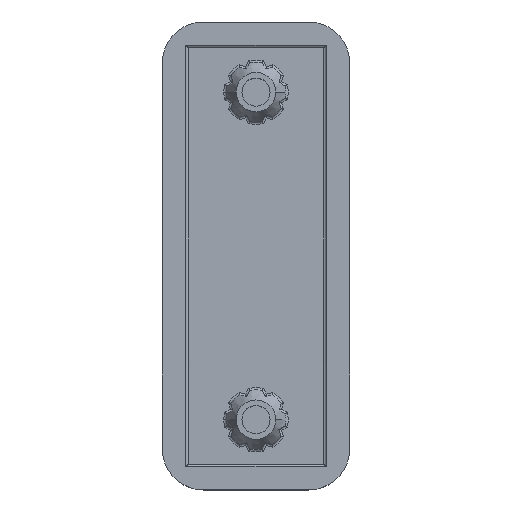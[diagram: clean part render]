
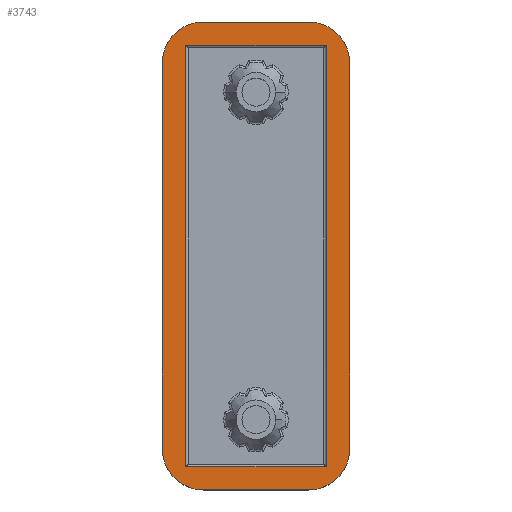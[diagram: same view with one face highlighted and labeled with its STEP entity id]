
A CAD part, top view. The second image highlights one B-rep face of the part: STEP entity #3743.
In plain terms, the highlighted planar face has unit normal (0, 0, 1).
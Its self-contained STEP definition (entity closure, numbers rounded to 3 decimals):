
#11 = VERTEX_POINT ( 'NONE', #3698 ) ;
#18 = VERTEX_POINT ( 'NONE', #2951 ) ;
#33 = CARTESIAN_POINT ( 'NONE',  ( 4.5, 20., 4. ) ) ;
#61 = DIRECTION ( 'NONE',  ( 0., -1., 0. ) ) ;
#72 = VERTEX_POINT ( 'NONE', #2646 ) ;
#80 = DIRECTION ( 'NONE',  ( -1., 0., 0. ) ) ;
#106 = VERTEX_POINT ( 'NONE', #2401 ) ;
#122 = EDGE_CURVE ( 'NONE', #741, #18, #781, .T. ) ;
#171 = LINE ( 'NONE', #352, #4130 ) ;
#190 = DIRECTION ( 'NONE',  ( 1., 0., 0. ) ) ;
#210 = CARTESIAN_POINT ( 'NONE',  ( 8., -16.5, 4. ) ) ;
#232 = CIRCLE ( 'NONE', #4046, 3.5 ) ;
#270 = CARTESIAN_POINT ( 'NONE',  ( -6., 18., 4. ) ) ;
#338 = CARTESIAN_POINT ( 'NONE',  ( 6., 18., 4. ) ) ;
#352 = CARTESIAN_POINT ( 'NONE',  ( 6., 18., 4. ) ) ;
#415 = EDGE_CURVE ( 'NONE', #3250, #3315, #3247, .T. ) ;
#474 = VERTEX_POINT ( 'NONE', #709 ) ;
#584 = DIRECTION ( 'NONE',  ( -1., 0., 0. ) ) ;
#607 = CARTESIAN_POINT ( 'NONE',  ( -8., 20., 4. ) ) ;
#655 = EDGE_CURVE ( 'NONE', #3615, #3358, #232, .T. ) ;
#667 = CARTESIAN_POINT ( 'NONE',  ( 8., 20., 4. ) ) ;
#675 = VECTOR ( 'NONE', #2428, 1000. ) ;
#691 = LINE ( 'NONE', #2437, #2413 ) ;
#709 = CARTESIAN_POINT ( 'NONE',  ( 6., -18., 4. ) ) ;
#741 = VERTEX_POINT ( 'NONE', #338 ) ;
#781 = LINE ( 'NONE', #2381, #675 ) ;
#840 = ORIENTED_EDGE ( 'NONE', *, *, #1238, .F. ) ;
#867 = DIRECTION ( 'NONE',  ( 0., 0., 1. ) ) ;
#872 = ORIENTED_EDGE ( 'NONE', *, *, #122, .F. ) ;
#882 = ORIENTED_EDGE ( 'NONE', *, *, #3343, .F. ) ;
#936 = DIRECTION ( 'NONE',  ( -1., 0., 0. ) ) ;
#946 = CARTESIAN_POINT ( 'NONE',  ( -8., -20., 4. ) ) ;
#960 = FACE_BOUND ( 'NONE', #2278, .T. ) ;
#993 = ORIENTED_EDGE ( 'NONE', *, *, #1787, .F. ) ;
#1005 = ORIENTED_EDGE ( 'NONE', *, *, #1519, .T. ) ;
#1060 = AXIS2_PLACEMENT_3D ( 'NONE', #1300, #1654, #3587 ) ;
#1067 = CARTESIAN_POINT ( 'NONE',  ( -8., 16.5, 4. ) ) ;
#1076 = VECTOR ( 'NONE', #4119, 1000. ) ;
#1095 = ORIENTED_EDGE ( 'NONE', *, *, #655, .T. ) ;
#1103 = ORIENTED_EDGE ( 'NONE', *, *, #2700, .T. ) ;
#1106 = VECTOR ( 'NONE', #936, 1000. ) ;
#1144 = ORIENTED_EDGE ( 'NONE', *, *, #3603, .T. ) ;
#1165 = DIRECTION ( 'NONE',  ( 1., 0., 0. ) ) ;
#1211 = ORIENTED_EDGE ( 'NONE', *, *, #2868, .T. ) ;
#1238 = EDGE_CURVE ( 'NONE', #18, #72, #4037, .T. ) ;
#1257 = ORIENTED_EDGE ( 'NONE', *, *, #2100, .T. ) ;
#1300 = CARTESIAN_POINT ( 'NONE',  ( -4.5, -16.5, 4. ) ) ;
#1313 = ORIENTED_EDGE ( 'NONE', *, *, #415, .T. ) ;
#1318 = ORIENTED_EDGE ( 'NONE', *, *, #1419, .T. ) ;
#1351 = CARTESIAN_POINT ( 'NONE',  ( -4.5, 16.5, 4. ) ) ;
#1360 = EDGE_LOOP ( 'NONE', ( #1005, #1095, #1103, #1144, #1211, #1257, #1313, #1318 ) ) ;
#1419 = EDGE_CURVE ( 'NONE', #3315, #3185, #2393, .T. ) ;
#1519 = EDGE_CURVE ( 'NONE', #3185, #3615, #2079, .T. ) ;
#1654 = DIRECTION ( 'NONE',  ( 0., 0., 1. ) ) ;
#1686 = DIRECTION ( 'NONE',  ( -1., 0., 0. ) ) ;
#1787 = EDGE_CURVE ( 'NONE', #72, #474, #4089, .T. ) ;
#2026 = LINE ( 'NONE', #607, #1106 ) ;
#2079 = LINE ( 'NONE', #667, #2177 ) ;
#2091 = DIRECTION ( 'NONE',  ( 0., 0., -1. ) ) ;
#2100 = EDGE_CURVE ( 'NONE', #106, #3250, #2316, .T. ) ;
#2177 = VECTOR ( 'NONE', #4084, 1000. ) ;
#2264 = CARTESIAN_POINT ( 'NONE',  ( -6., -18., 4. ) ) ;
#2278 = EDGE_LOOP ( 'NONE', ( #840, #872, #882, #993 ) ) ;
#2316 = CIRCLE ( 'NONE', #1060, 3.5 ) ;
#2372 = DIRECTION ( 'NONE',  ( -1., 0., 0. ) ) ;
#2376 = CARTESIAN_POINT ( 'NONE',  ( 8., 16.5, 4. ) ) ;
#2381 = CARTESIAN_POINT ( 'NONE',  ( -6., 18., 4. ) ) ;
#2393 = CIRCLE ( 'NONE', #3754, 3.5 ) ;
#2401 = CARTESIAN_POINT ( 'NONE',  ( -8., -16.5, 4. ) ) ;
#2412 = DIRECTION ( 'NONE',  ( 0., 0., 1. ) ) ;
#2413 = VECTOR ( 'NONE', #61, 1000. ) ;
#2428 = DIRECTION ( 'NONE',  ( -1., 0., 0. ) ) ;
#2437 = CARTESIAN_POINT ( 'NONE',  ( -8., 20., 4. ) ) ;
#2491 = CARTESIAN_POINT ( 'NONE',  ( 4.5, 16.5, 4. ) ) ;
#2646 = CARTESIAN_POINT ( 'NONE',  ( -6., -18., 4. ) ) ;
#2649 = VECTOR ( 'NONE', #190, 1000. ) ;
#2700 = EDGE_CURVE ( 'NONE', #3358, #11, #2026, .T. ) ;
#2807 = FACE_OUTER_BOUND ( 'NONE', #1360, .T. ) ;
#2866 = AXIS2_PLACEMENT_3D ( 'NONE', #3108, #2091, #80 ) ;
#2868 = EDGE_CURVE ( 'NONE', #3746, #106, #691, .T. ) ;
#2938 = AXIS2_PLACEMENT_3D ( 'NONE', #1351, #3624, #1686 ) ;
#2942 = CARTESIAN_POINT ( 'NONE',  ( 4.5, -16.5, 4. ) ) ;
#2951 = CARTESIAN_POINT ( 'NONE',  ( -6., 18., 4. ) ) ;
#3009 = CARTESIAN_POINT ( 'NONE',  ( -4.5, -20., 4. ) ) ;
#3108 = CARTESIAN_POINT ( 'NONE',  ( 8., -20., 4. ) ) ;
#3160 = VECTOR ( 'NONE', #1165, 1000. ) ;
#3185 = VERTEX_POINT ( 'NONE', #210 ) ;
#3247 = LINE ( 'NONE', #946, #3160 ) ;
#3250 = VERTEX_POINT ( 'NONE', #3009 ) ;
#3315 = VERTEX_POINT ( 'NONE', #3892 ) ;
#3343 = EDGE_CURVE ( 'NONE', #474, #741, #171, .T. ) ;
#3350 = DIRECTION ( 'NONE',  ( 0., 1., 0. ) ) ;
#3358 = VERTEX_POINT ( 'NONE', #33 ) ;
#3587 = DIRECTION ( 'NONE',  ( -1., 0., 0. ) ) ;
#3603 = EDGE_CURVE ( 'NONE', #11, #3746, #3925, .T. ) ;
#3615 = VERTEX_POINT ( 'NONE', #2376 ) ;
#3624 = DIRECTION ( 'NONE',  ( 0., 0., 1. ) ) ;
#3698 = CARTESIAN_POINT ( 'NONE',  ( -4.5, 20., 4. ) ) ;
#3743 = ADVANCED_FACE ( 'NONE', ( #960, #2807 ), #3944, .F. ) ;
#3746 = VERTEX_POINT ( 'NONE', #1067 ) ;
#3754 = AXIS2_PLACEMENT_3D ( 'NONE', #2942, #867, #584 ) ;
#3892 = CARTESIAN_POINT ( 'NONE',  ( 4.5, -20., 4. ) ) ;
#3925 = CIRCLE ( 'NONE', #2938, 3.5 ) ;
#3944 = PLANE ( 'NONE',  #2866 ) ;
#4037 = LINE ( 'NONE', #270, #1076 ) ;
#4046 = AXIS2_PLACEMENT_3D ( 'NONE', #2491, #2412, #2372 ) ;
#4084 = DIRECTION ( 'NONE',  ( 0., 1., 0. ) ) ;
#4089 = LINE ( 'NONE', #2264, #2649 ) ;
#4119 = DIRECTION ( 'NONE',  ( 0., -1., 0. ) ) ;
#4130 = VECTOR ( 'NONE', #3350, 1000. ) ;
